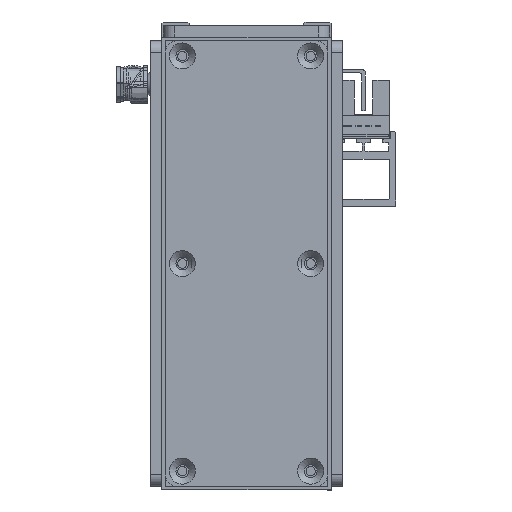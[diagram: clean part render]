
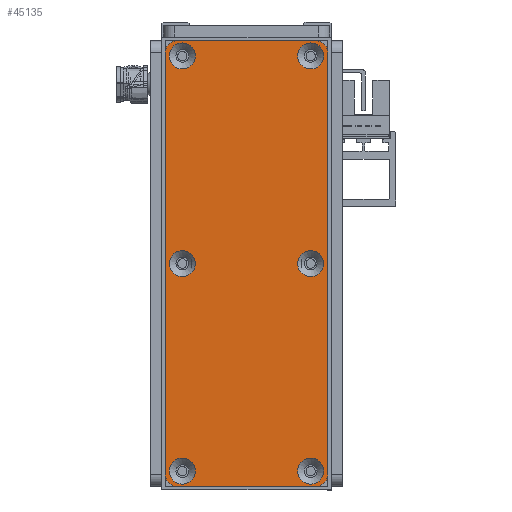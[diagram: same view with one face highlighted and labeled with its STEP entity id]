
A CAD part, front view. The second image highlights one B-rep face of the part: STEP entity #45135.
In plain terms, the highlighted face is planar.
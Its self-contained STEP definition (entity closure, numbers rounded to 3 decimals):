
#873=FACE_BOUND('',#6884,.T.);
#874=FACE_BOUND('',#6885,.T.);
#875=FACE_BOUND('',#6886,.T.);
#876=FACE_BOUND('',#6887,.T.);
#877=FACE_BOUND('',#6888,.T.);
#878=FACE_BOUND('',#6889,.T.);
#1600=PLANE('',#49225);
#4157=FACE_OUTER_BOUND('',#6883,.T.);
#6883=EDGE_LOOP('',(#36496,#36497,#36498,#36499,#36500,#36501,#36502,#36503));
#6884=EDGE_LOOP('',(#36504));
#6885=EDGE_LOOP('',(#36505));
#6886=EDGE_LOOP('',(#36506));
#6887=EDGE_LOOP('',(#36507));
#6888=EDGE_LOOP('',(#36508));
#6889=EDGE_LOOP('',(#36509));
#9968=LINE('',#71740,#14845);
#9972=LINE('',#71752,#14849);
#9976=LINE('',#71764,#14853);
#9980=LINE('',#71774,#14857);
#14845=VECTOR('',#57344,10.);
#14849=VECTOR('',#57356,10.);
#14853=VECTOR('',#57368,10.);
#14857=VECTOR('',#57380,10.);
#19172=CIRCLE('',#49179,3.45);
#19175=CIRCLE('',#49184,3.45);
#19178=CIRCLE('',#49189,3.45);
#19181=CIRCLE('',#49194,3.45);
#19184=CIRCLE('',#49199,3.45);
#19187=CIRCLE('',#49204,3.45);
#19191=CIRCLE('',#49210,3.);
#19193=CIRCLE('',#49214,3.);
#19195=CIRCLE('',#49218,3.);
#19197=CIRCLE('',#49222,3.);
#21444=VERTEX_POINT('',#71668);
#21447=VERTEX_POINT('',#71678);
#21450=VERTEX_POINT('',#71688);
#21453=VERTEX_POINT('',#71698);
#21456=VERTEX_POINT('',#71708);
#21459=VERTEX_POINT('',#71718);
#21464=VERTEX_POINT('',#71731);
#21465=VERTEX_POINT('',#71733);
#21467=VERTEX_POINT('',#71739);
#21469=VERTEX_POINT('',#71745);
#21471=VERTEX_POINT('',#71751);
#21473=VERTEX_POINT('',#71757);
#21475=VERTEX_POINT('',#71763);
#21477=VERTEX_POINT('',#71769);
#26805=EDGE_CURVE('',#21444,#21444,#19172,.T.);
#26810=EDGE_CURVE('',#21447,#21447,#19175,.T.);
#26815=EDGE_CURVE('',#21450,#21450,#19178,.T.);
#26820=EDGE_CURVE('',#21453,#21453,#19181,.T.);
#26825=EDGE_CURVE('',#21456,#21456,#19184,.T.);
#26830=EDGE_CURVE('',#21459,#21459,#19187,.T.);
#26837=EDGE_CURVE('',#21465,#21464,#19191,.T.);
#26840=EDGE_CURVE('',#21467,#21465,#9968,.T.);
#26843=EDGE_CURVE('',#21469,#21467,#19193,.T.);
#26846=EDGE_CURVE('',#21471,#21469,#9972,.T.);
#26849=EDGE_CURVE('',#21473,#21471,#19195,.T.);
#26852=EDGE_CURVE('',#21475,#21473,#9976,.T.);
#26855=EDGE_CURVE('',#21477,#21475,#19197,.T.);
#26858=EDGE_CURVE('',#21464,#21477,#9980,.T.);
#36496=ORIENTED_EDGE('',*,*,#26858,.T.);
#36497=ORIENTED_EDGE('',*,*,#26855,.T.);
#36498=ORIENTED_EDGE('',*,*,#26852,.T.);
#36499=ORIENTED_EDGE('',*,*,#26849,.T.);
#36500=ORIENTED_EDGE('',*,*,#26846,.T.);
#36501=ORIENTED_EDGE('',*,*,#26843,.T.);
#36502=ORIENTED_EDGE('',*,*,#26840,.T.);
#36503=ORIENTED_EDGE('',*,*,#26837,.T.);
#36504=ORIENTED_EDGE('',*,*,#26805,.T.);
#36505=ORIENTED_EDGE('',*,*,#26810,.T.);
#36506=ORIENTED_EDGE('',*,*,#26815,.T.);
#36507=ORIENTED_EDGE('',*,*,#26820,.T.);
#36508=ORIENTED_EDGE('',*,*,#26825,.T.);
#36509=ORIENTED_EDGE('',*,*,#26830,.T.);
#45135=ADVANCED_FACE('',(#4157,#873,#874,#875,#876,#877,#878),#1600,.T.);
#49179=AXIS2_PLACEMENT_3D('',#71669,#57263,#57264);
#49184=AXIS2_PLACEMENT_3D('',#71679,#57275,#57276);
#49189=AXIS2_PLACEMENT_3D('',#71689,#57287,#57288);
#49194=AXIS2_PLACEMENT_3D('',#71699,#57299,#57300);
#49199=AXIS2_PLACEMENT_3D('',#71709,#57311,#57312);
#49204=AXIS2_PLACEMENT_3D('',#71719,#57323,#57324);
#49210=AXIS2_PLACEMENT_3D('',#71734,#57338,#57339);
#49214=AXIS2_PLACEMENT_3D('',#71746,#57350,#57351);
#49218=AXIS2_PLACEMENT_3D('',#71758,#57362,#57363);
#49222=AXIS2_PLACEMENT_3D('',#71770,#57374,#57375);
#49225=AXIS2_PLACEMENT_3D('',#71776,#57383,#57384);
#57263=DIRECTION('center_axis',(0.,0.,-1.));
#57264=DIRECTION('ref_axis',(1.,0.,0.));
#57275=DIRECTION('center_axis',(0.,0.,-1.));
#57276=DIRECTION('ref_axis',(1.,0.,0.));
#57287=DIRECTION('center_axis',(0.,0.,-1.));
#57288=DIRECTION('ref_axis',(1.,0.,0.));
#57299=DIRECTION('center_axis',(0.,0.,-1.));
#57300=DIRECTION('ref_axis',(1.,0.,0.));
#57311=DIRECTION('center_axis',(0.,0.,-1.));
#57312=DIRECTION('ref_axis',(1.,0.,0.));
#57323=DIRECTION('center_axis',(0.,0.,-1.));
#57324=DIRECTION('ref_axis',(1.,0.,0.));
#57338=DIRECTION('center_axis',(0.,0.,1.));
#57339=DIRECTION('ref_axis',(-1.,0.,0.));
#57344=DIRECTION('',(0.,1.,0.));
#57350=DIRECTION('center_axis',(0.,0.,1.));
#57351=DIRECTION('ref_axis',(0.,1.,0.));
#57356=DIRECTION('',(1.,0.,0.));
#57362=DIRECTION('center_axis',(0.,0.,1.));
#57363=DIRECTION('ref_axis',(1.,0.,0.));
#57368=DIRECTION('',(0.,-1.,0.));
#57374=DIRECTION('center_axis',(0.,0.,1.));
#57375=DIRECTION('ref_axis',(0.,-1.,0.));
#57380=DIRECTION('',(-1.,0.,0.));
#57383=DIRECTION('center_axis',(0.,0.,1.));
#57384=DIRECTION('ref_axis',(1.,0.,0.));
#71668=CARTESIAN_POINT('',(110.55,4.5,3.));
#71669=CARTESIAN_POINT('Origin',(114.,4.5,3.));
#71678=CARTESIAN_POINT('',(55.55,38.5,3.));
#71679=CARTESIAN_POINT('Origin',(59.,38.5,3.));
#71688=CARTESIAN_POINT('',(55.55,4.5,3.));
#71689=CARTESIAN_POINT('Origin',(59.,4.5,3.));
#71698=CARTESIAN_POINT('',(0.55,38.5,3.));
#71699=CARTESIAN_POINT('Origin',(4.,38.5,3.));
#71708=CARTESIAN_POINT('',(110.55,38.5,3.));
#71709=CARTESIAN_POINT('Origin',(114.,38.5,3.));
#71718=CARTESIAN_POINT('',(0.55,4.5,3.));
#71719=CARTESIAN_POINT('Origin',(4.,4.5,3.));
#71731=CARTESIAN_POINT('',(115.,43.,3.));
#71733=CARTESIAN_POINT('',(118.,40.,3.));
#71734=CARTESIAN_POINT('Origin',(115.,40.,3.));
#71739=CARTESIAN_POINT('',(118.,3.,3.));
#71740=CARTESIAN_POINT('',(118.,40.,3.));
#71745=CARTESIAN_POINT('',(115.,0.,3.));
#71746=CARTESIAN_POINT('Origin',(115.,3.,3.));
#71751=CARTESIAN_POINT('',(3.,0.,3.));
#71752=CARTESIAN_POINT('',(115.,0.,3.));
#71757=CARTESIAN_POINT('',(0.,3.,3.));
#71758=CARTESIAN_POINT('Origin',(3.,3.,3.));
#71763=CARTESIAN_POINT('',(0.,40.,3.));
#71764=CARTESIAN_POINT('',(0.,3.,3.));
#71769=CARTESIAN_POINT('',(3.,43.,3.));
#71770=CARTESIAN_POINT('Origin',(3.,40.,3.));
#71774=CARTESIAN_POINT('',(3.,43.,3.));
#71776=CARTESIAN_POINT('Origin',(59.,21.5,3.));
